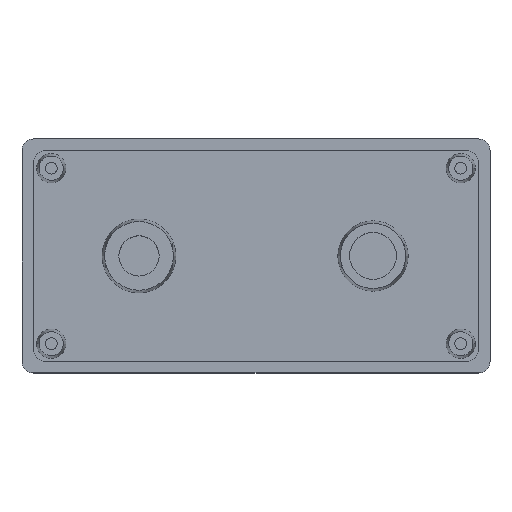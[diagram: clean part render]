
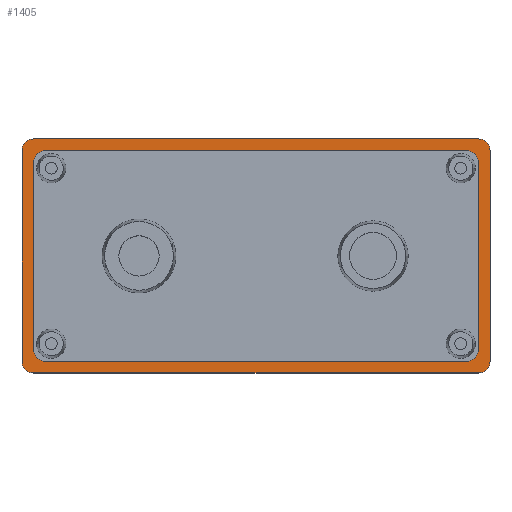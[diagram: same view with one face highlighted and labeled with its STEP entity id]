
A CAD part, top view. The second image highlights one B-rep face of the part: STEP entity #1405.
In plain terms, the highlighted planar face has unit normal (0, 0, 1).
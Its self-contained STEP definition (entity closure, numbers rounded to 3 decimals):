
#6 = EDGE_LOOP ( 'NONE', ( #338, #1243, #1538, #405, #1232, #395, #954, #844 ) ) ;
#16 = VERTEX_POINT ( 'NONE', #168 ) ;
#23 = DIRECTION ( 'NONE',  ( -1., 0., 0. ) ) ;
#44 = CARTESIAN_POINT ( 'NONE',  ( 34.628, -18.096, 5. ) ) ;
#47 = VECTOR ( 'NONE', #1805, 1000. ) ;
#60 = VERTEX_POINT ( 'NONE', #1270 ) ;
#68 = CARTESIAN_POINT ( 'NONE',  ( 32.628, -18.096, 5. ) ) ;
#97 = DIRECTION ( 'NONE',  ( 1., 0., 0. ) ) ;
#114 = VERTEX_POINT ( 'NONE', #44 ) ;
#144 = CARTESIAN_POINT ( 'NONE',  ( 32.628, 17.904, 5. ) ) ;
#153 = EDGE_CURVE ( 'NONE', #1750, #1663, #1295, .T. ) ;
#168 = CARTESIAN_POINT ( 'NONE',  ( 30.628, 17.904, 5. ) ) ;
#191 = DIRECTION ( 'NONE',  ( 0., 0., 1. ) ) ;
#248 = DIRECTION ( 'NONE',  ( 1., 0., 0. ) ) ;
#258 = AXIS2_PLACEMENT_3D ( 'NONE', #1226, #1537, #97 ) ;
#260 = VECTOR ( 'NONE', #907, 1000. ) ;
#268 = DIRECTION ( 'NONE',  ( 0., 1., 0. ) ) ;
#273 = VECTOR ( 'NONE', #1966, 1000. ) ;
#295 = LINE ( 'NONE', #1190, #260 ) ;
#320 = CIRCLE ( 'NONE', #1464, 2. ) ;
#338 = ORIENTED_EDGE ( 'NONE', *, *, #652, .T. ) ;
#359 = DIRECTION ( 'NONE',  ( 1., 0., 0. ) ) ;
#369 = VERTEX_POINT ( 'NONE', #473 ) ;
#377 = DIRECTION ( 'NONE',  ( 0., 0., 1. ) ) ;
#392 = CARTESIAN_POINT ( 'NONE',  ( -43.372, 17.904, 5. ) ) ;
#395 = ORIENTED_EDGE ( 'NONE', *, *, #153, .T. ) ;
#396 = CARTESIAN_POINT ( 'NONE',  ( 34.628, 17.904, 5. ) ) ;
#405 = ORIENTED_EDGE ( 'NONE', *, *, #506, .T. ) ;
#409 = CIRCLE ( 'NONE', #1192, 2. ) ;
#437 = EDGE_CURVE ( 'NONE', #16, #817, #507, .T. ) ;
#466 = AXIS2_PLACEMENT_3D ( 'NONE', #701, #1002, #1790 ) ;
#473 = CARTESIAN_POINT ( 'NONE',  ( 32.628, -20.096, 5. ) ) ;
#479 = EDGE_LOOP ( 'NONE', ( #851, #798, #1251, #1496, #1675, #1111, #940, #1097 ) ) ;
#485 = EDGE_CURVE ( 'NONE', #1977, #790, #1533, .T. ) ;
#493 = CARTESIAN_POINT ( 'NONE',  ( 34.628, 19.904, 5. ) ) ;
#506 = EDGE_CURVE ( 'NONE', #1165, #60, #320, .T. ) ;
#507 = LINE ( 'NONE', #144, #1792 ) ;
#510 = LINE ( 'NONE', #493, #1873 ) ;
#520 = LINE ( 'NONE', #1154, #273 ) ;
#529 = DIRECTION ( 'NONE',  ( 0., 0., 1. ) ) ;
#540 = EDGE_CURVE ( 'NONE', #369, #114, #1370, .T. ) ;
#552 = LINE ( 'NONE', #730, #47 ) ;
#566 = VERTEX_POINT ( 'NONE', #880 ) ;
#567 = CARTESIAN_POINT ( 'NONE',  ( -43.372, -20.096, 5. ) ) ;
#574 = VERTEX_POINT ( 'NONE', #998 ) ;
#614 = DIRECTION ( 'NONE',  ( 0., 0., 1. ) ) ;
#637 = FACE_OUTER_BOUND ( 'NONE', #6, .T. ) ;
#652 = EDGE_CURVE ( 'NONE', #790, #369, #552, .T. ) ;
#671 = DIRECTION ( 'NONE',  ( 1., 0., 0. ) ) ;
#678 = AXIS2_PLACEMENT_3D ( 'NONE', #768, #614, #359 ) ;
#695 = EDGE_CURVE ( 'NONE', #16, #1678, #409, .T. ) ;
#701 = CARTESIAN_POINT ( 'NONE',  ( -41.372, -16.096, 5. ) ) ;
#703 = AXIS2_PLACEMENT_3D ( 'NONE', #392, #529, #671 ) ;
#728 = CARTESIAN_POINT ( 'NONE',  ( -43.372, 15.904, 5. ) ) ;
#730 = CARTESIAN_POINT ( 'NONE',  ( -45.372, -20.096, 5. ) ) ;
#749 = VERTEX_POINT ( 'NONE', #1133 ) ;
#768 = CARTESIAN_POINT ( 'NONE',  ( -43.372, -18.096, 5. ) ) ;
#790 = VERTEX_POINT ( 'NONE', #567 ) ;
#798 = ORIENTED_EDGE ( 'NONE', *, *, #1653, .T. ) ;
#799 = CARTESIAN_POINT ( 'NONE',  ( -45.372, -18.096, 5. ) ) ;
#814 = DIRECTION ( 'NONE',  ( 1., 0., 0. ) ) ;
#817 = VERTEX_POINT ( 'NONE', #1188 ) ;
#820 = EDGE_CURVE ( 'NONE', #1663, #1977, #1512, .T. ) ;
#840 = EDGE_CURVE ( 'NONE', #114, #1165, #1668, .T. ) ;
#844 = ORIENTED_EDGE ( 'NONE', *, *, #485, .T. ) ;
#851 = ORIENTED_EDGE ( 'NONE', *, *, #863, .F. ) ;
#863 = EDGE_CURVE ( 'NONE', #566, #1678, #1500, .T. ) ;
#880 = CARTESIAN_POINT ( 'NONE',  ( 32.628, -16.096, 5. ) ) ;
#907 = DIRECTION ( 'NONE',  ( 1., 0., 0. ) ) ;
#940 = ORIENTED_EDGE ( 'NONE', *, *, #437, .F. ) ;
#941 = DIRECTION ( 'NONE',  ( 0., 0., 1. ) ) ;
#954 = ORIENTED_EDGE ( 'NONE', *, *, #820, .T. ) ;
#976 = CARTESIAN_POINT ( 'NONE',  ( -41.372, -18.096, 5. ) ) ;
#998 = CARTESIAN_POINT ( 'NONE',  ( 30.628, -18.096, 5. ) ) ;
#1002 = DIRECTION ( 'NONE',  ( 0., 0., -1. ) ) ;
#1035 = DIRECTION ( 'NONE',  ( 0., 1., 0. ) ) ;
#1068 = CARTESIAN_POINT ( 'NONE',  ( 32.628, 17.904, 5. ) ) ;
#1097 = ORIENTED_EDGE ( 'NONE', *, *, #695, .T. ) ;
#1098 = PLANE ( 'NONE',  #1341 ) ;
#1111 = ORIENTED_EDGE ( 'NONE', *, *, #1612, .T. ) ;
#1125 = CARTESIAN_POINT ( 'NONE',  ( 0., 0., 5. ) ) ;
#1133 = CARTESIAN_POINT ( 'NONE',  ( -43.372, -16.096, 5. ) ) ;
#1139 = CIRCLE ( 'NONE', #258, 2. ) ;
#1149 = DIRECTION ( 'NONE',  ( 0., 0., -1. ) ) ;
#1154 = CARTESIAN_POINT ( 'NONE',  ( -43.372, 17.904, 5. ) ) ;
#1165 = VERTEX_POINT ( 'NONE', #396 ) ;
#1188 = CARTESIAN_POINT ( 'NONE',  ( -41.372, 17.904, 5. ) ) ;
#1190 = CARTESIAN_POINT ( 'NONE',  ( -43.372, -18.096, 5. ) ) ;
#1192 = AXIS2_PLACEMENT_3D ( 'NONE', #1767, #1149, #1472 ) ;
#1209 = CIRCLE ( 'NONE', #1632, 2. ) ;
#1216 = DIRECTION ( 'NONE',  ( 0., 0., -1. ) ) ;
#1219 = VERTEX_POINT ( 'NONE', #728 ) ;
#1226 = CARTESIAN_POINT ( 'NONE',  ( -41.372, 15.904, 5. ) ) ;
#1232 = ORIENTED_EDGE ( 'NONE', *, *, #1876, .T. ) ;
#1243 = ORIENTED_EDGE ( 'NONE', *, *, #540, .T. ) ;
#1251 = ORIENTED_EDGE ( 'NONE', *, *, #1744, .F. ) ;
#1270 = CARTESIAN_POINT ( 'NONE',  ( 32.628, 19.904, 5. ) ) ;
#1295 = CIRCLE ( 'NONE', #703, 2. ) ;
#1325 = VECTOR ( 'NONE', #1337, 1000. ) ;
#1337 = DIRECTION ( 'NONE',  ( 0., -1., 0. ) ) ;
#1341 = AXIS2_PLACEMENT_3D ( 'NONE', #1125, #941, #1570 ) ;
#1362 = CARTESIAN_POINT ( 'NONE',  ( -45.372, 17.904, 5. ) ) ;
#1370 = CIRCLE ( 'NONE', #1624, 2. ) ;
#1373 = CARTESIAN_POINT ( 'NONE',  ( 32.628, 15.904, 5. ) ) ;
#1391 = VERTEX_POINT ( 'NONE', #976 ) ;
#1405 = ADVANCED_FACE ( 'NONE', ( #1890, #637 ), #1098, .T. ) ;
#1464 = AXIS2_PLACEMENT_3D ( 'NONE', #1068, #191, #814 ) ;
#1472 = DIRECTION ( 'NONE',  ( 1., 0., 0. ) ) ;
#1480 = EDGE_CURVE ( 'NONE', #1391, #749, #2004, .T. ) ;
#1488 = CARTESIAN_POINT ( 'NONE',  ( -45.372, 19.904, 5. ) ) ;
#1496 = ORIENTED_EDGE ( 'NONE', *, *, #1480, .T. ) ;
#1500 = LINE ( 'NONE', #2012, #1862 ) ;
#1512 = LINE ( 'NONE', #1488, #1325 ) ;
#1533 = CIRCLE ( 'NONE', #678, 2. ) ;
#1537 = DIRECTION ( 'NONE',  ( 0., 0., -1. ) ) ;
#1538 = ORIENTED_EDGE ( 'NONE', *, *, #840, .T. ) ;
#1554 = DIRECTION ( 'NONE',  ( -1., 0., 0. ) ) ;
#1556 = CARTESIAN_POINT ( 'NONE',  ( -43.372, 19.904, 5. ) ) ;
#1563 = VECTOR ( 'NONE', #268, 1000. ) ;
#1570 = DIRECTION ( 'NONE',  ( 1., 0., 0. ) ) ;
#1612 = EDGE_CURVE ( 'NONE', #1219, #817, #1139, .T. ) ;
#1624 = AXIS2_PLACEMENT_3D ( 'NONE', #68, #377, #1818 ) ;
#1632 = AXIS2_PLACEMENT_3D ( 'NONE', #1671, #1216, #248 ) ;
#1653 = EDGE_CURVE ( 'NONE', #566, #574, #1209, .T. ) ;
#1663 = VERTEX_POINT ( 'NONE', #1362 ) ;
#1668 = LINE ( 'NONE', #1832, #1563 ) ;
#1671 = CARTESIAN_POINT ( 'NONE',  ( 30.628, -16.096, 5. ) ) ;
#1675 = ORIENTED_EDGE ( 'NONE', *, *, #2011, .F. ) ;
#1678 = VERTEX_POINT ( 'NONE', #1373 ) ;
#1744 = EDGE_CURVE ( 'NONE', #1391, #574, #295, .T. ) ;
#1750 = VERTEX_POINT ( 'NONE', #1556 ) ;
#1767 = CARTESIAN_POINT ( 'NONE',  ( 30.628, 15.904, 5. ) ) ;
#1790 = DIRECTION ( 'NONE',  ( 1., 0., 0. ) ) ;
#1792 = VECTOR ( 'NONE', #1554, 1000. ) ;
#1805 = DIRECTION ( 'NONE',  ( 1., 0., 0. ) ) ;
#1818 = DIRECTION ( 'NONE',  ( 1., 0., 0. ) ) ;
#1832 = CARTESIAN_POINT ( 'NONE',  ( 34.628, -20.096, 5. ) ) ;
#1862 = VECTOR ( 'NONE', #1035, 1000. ) ;
#1873 = VECTOR ( 'NONE', #23, 1000. ) ;
#1876 = EDGE_CURVE ( 'NONE', #60, #1750, #510, .T. ) ;
#1890 = FACE_BOUND ( 'NONE', #479, .T. ) ;
#1966 = DIRECTION ( 'NONE',  ( 0., -1., 0. ) ) ;
#1977 = VERTEX_POINT ( 'NONE', #799 ) ;
#2004 = CIRCLE ( 'NONE', #466, 2. ) ;
#2011 = EDGE_CURVE ( 'NONE', #1219, #749, #520, .T. ) ;
#2012 = CARTESIAN_POINT ( 'NONE',  ( 32.628, -18.096, 5. ) ) ;
